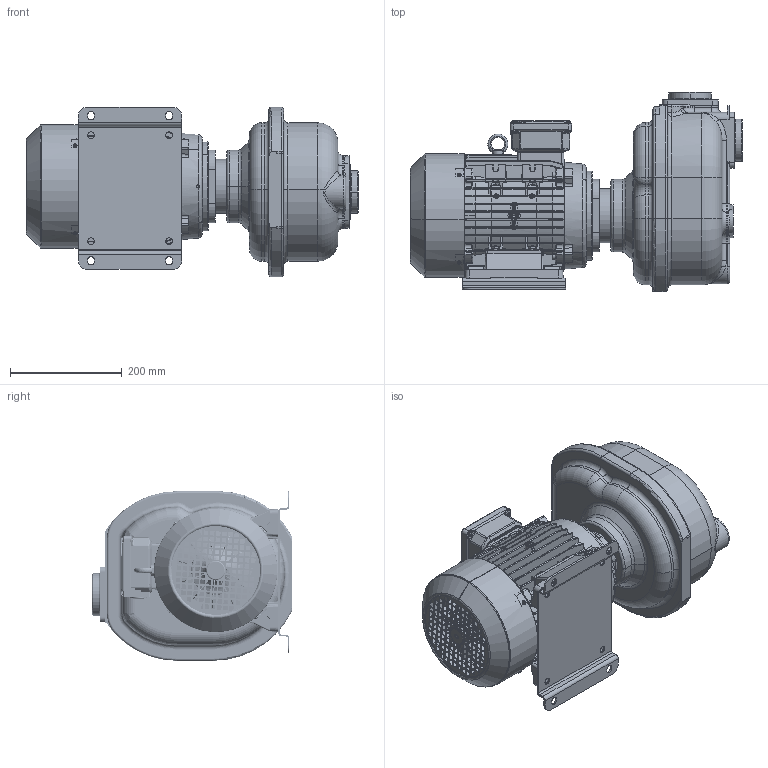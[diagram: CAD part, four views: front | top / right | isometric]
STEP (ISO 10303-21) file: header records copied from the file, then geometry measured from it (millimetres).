
FILE_DESCRIPTION((''),'2;1');
FILE_NAME('S_61_K_T52','2022-10-06T16:58:31',('Nicola'),(''),'CREO PARAMETRIC BY PTC INC, 2020354','CREO PARAMETRIC BY PTC INC, 2020354','');
FILE_SCHEMA(('CONFIG_CONTROL_DESIGN'));
Products named in the file (1): S_61_K_T52
Bounding box: 594.99 x 357 x 304 mm (x, y, z)
Volume: 21601438.9 mm3; surface area: 1259497.2 mm2
Topology: 2 solids, 3 shells, 6272 faces, 18318 edges, 11985 vertices
Faces by surface type: plane 2396, cylinder 1948, bspline 773, cone 579, torus 265, sphere 159, extrusion 152
Entity records: 281186 total; most frequent: CARTESIAN_POINT 122770, ORIENTED_EDGE 36238, DIRECTION 29114, EDGE_CURVE 18119, VERTEX_POINT 11985, AXIS2_PLACEMENT_3D 10507, VECTOR 8100, LINE 7948
